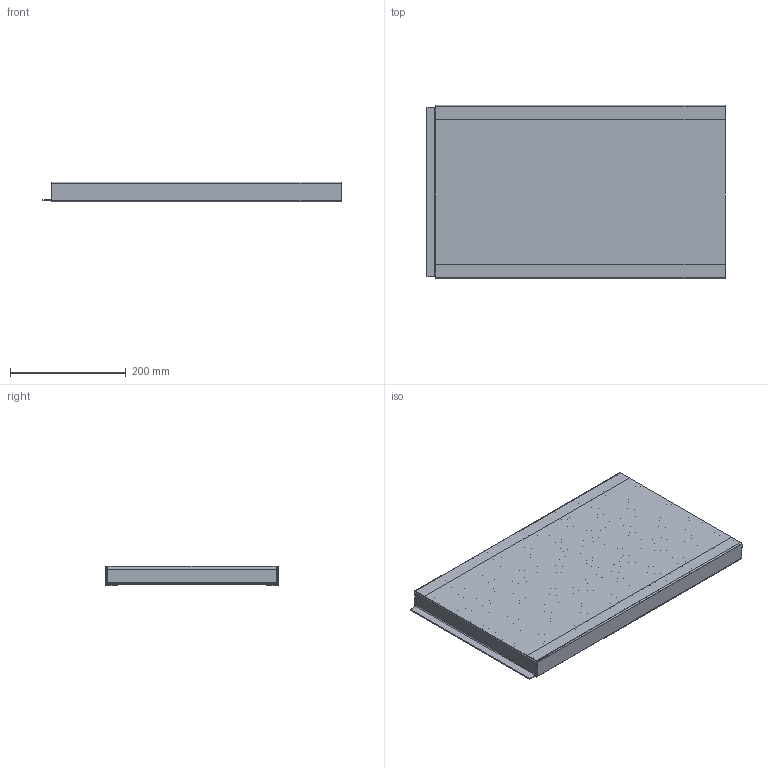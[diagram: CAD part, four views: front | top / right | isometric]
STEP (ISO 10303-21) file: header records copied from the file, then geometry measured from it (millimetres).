
FILE_DESCRIPTION((''),'2;1');
FILE_NAME('4009003015830-Lochblechabdeckung 0,5m.stp','2014-02-18T15:25:57',('mfischer'),(''),'Autodesk Inventor 2013','Autodesk Inventor 2013','');
FILE_SCHEMA(('AUTOMOTIVE_DESIGN { 1 0 10303 214 1 1 1 1 }'));
Length unit declared in the file: millimetre
Products named in the file (5): Lochblechabdeckung 0,5m; Lochblechgehäuse 1,25mm-B299-L500; Pervorierung; Trägerprofil
Assembly tree (12 placements, depth 3):
  Lochblechabdeckung 0,5m
    Lochblechgehäuse 1,25mm-B299-L500
      Lochblechgehäuse 1,25mm-B299-L500
      Pervorierung
    Trägerprofil  x9
Bounding box: 514.5 x 299 x 34.5 mm (x, y, z)
Volume: 829478.2 mm3; surface area: 1013613.1 mm2
Topology: 12 solids, 12 shells, 1076 faces, 2692 edges, 1640 vertices
Faces by surface type: plane 798, cylinder 278
Entity records: 4820 total; most frequent: DIRECTION 826, CARTESIAN_POINT 801, ORIENTED_EDGE 776, EDGE_CURVE 388, VECTOR 312, LINE 312, AXIS2_PLACEMENT_3D 257, VERTEX_POINT 232
